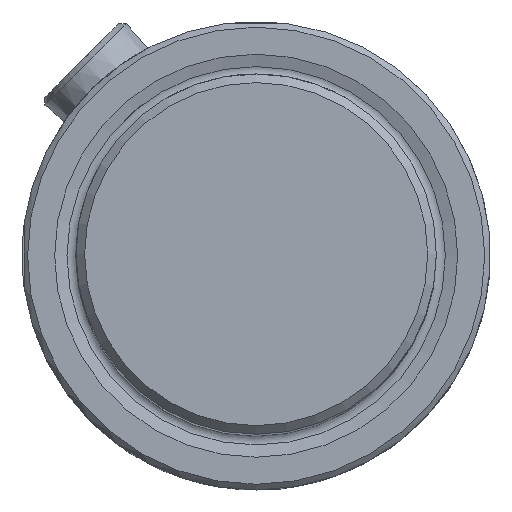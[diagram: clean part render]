
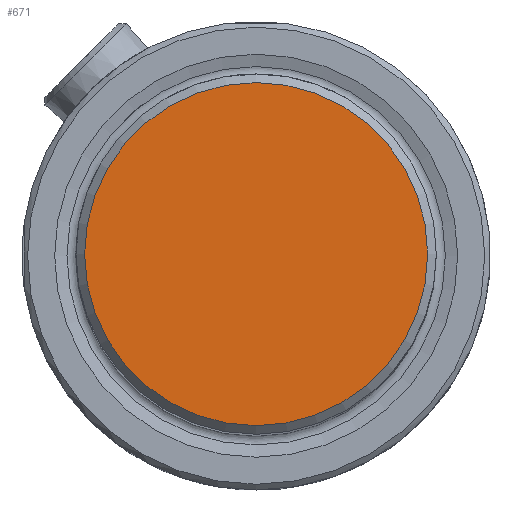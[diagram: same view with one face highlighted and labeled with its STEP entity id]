
A CAD part, top view. The second image highlights one B-rep face of the part: STEP entity #671.
In plain terms, the highlighted planar face has unit normal (0, 0, 1).
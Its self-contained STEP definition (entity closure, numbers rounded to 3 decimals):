
#130=PLANE('',#5001);
#254=FACE_OUTER_BOUND('',#1215,.T.);
#671=ADVANCED_FACE('',(#254),#130,.T.);
#1215=EDGE_LOOP('',(#1706));
#1537=CIRCLE('',#5000,15.112);
#1706=ORIENTED_EDGE('',*,*,#3597,.T.);
#3112=VERTEX_POINT('',#7181);
#3597=EDGE_CURVE('',#3112,#3112,#1537,.T.);
#5000=AXIS2_PLACEMENT_3D('',#7180,#5624,#5625);
#5001=AXIS2_PLACEMENT_3D('',#7182,#5626,#5627);
#5624=DIRECTION('',(0.,0.,1.));
#5625=DIRECTION('',(0.,-1.,0.));
#5626=DIRECTION('',(0.,0.,1.));
#5627=DIRECTION('',(0.,1.,0.));
#7180=CARTESIAN_POINT('',(0.,0.,82.55));
#7181=CARTESIAN_POINT('',(0.,-15.112,82.55));
#7182=CARTESIAN_POINT('',(0.,0.,82.55));
